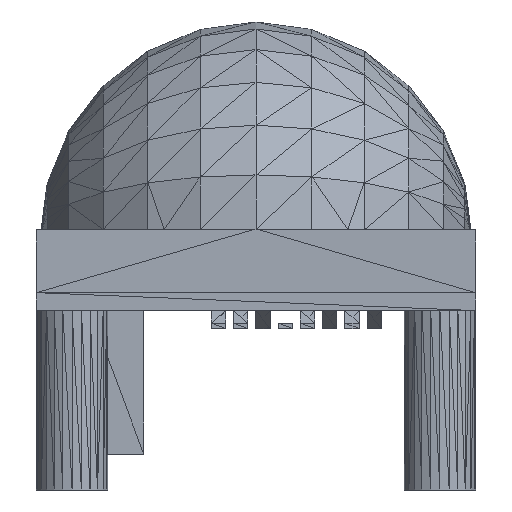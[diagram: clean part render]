
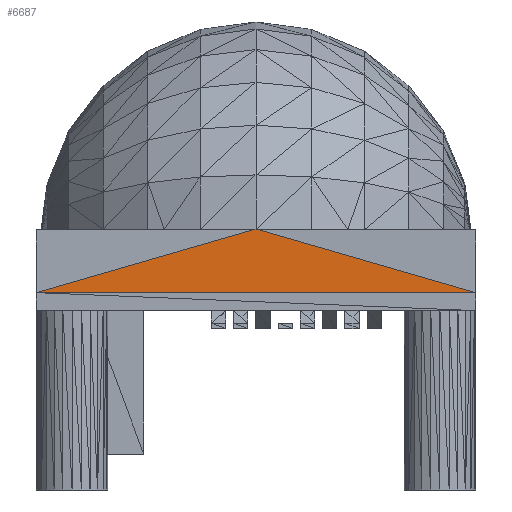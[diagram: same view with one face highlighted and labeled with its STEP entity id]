
A CAD part, left-side view. The second image highlights one B-rep face of the part: STEP entity #6687.
In plain terms, the highlighted planar face has unit normal (1, 0, 0).
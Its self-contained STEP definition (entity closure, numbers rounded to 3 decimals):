
#3158 = VERTEX_POINT('',#3159);
#3159 = CARTESIAN_POINT('',(2.641,12.25,4.543));
#4905 = VERTEX_POINT('',#4906);
#4906 = CARTESIAN_POINT('',(2.641,0.,1.));
#5025 = PLANE('',#5026);
#5026 = AXIS2_PLACEMENT_3D('',#5027,#5028,#5029);
#5027 = CARTESIAN_POINT('',(2.641,5.373,3.502));
#5028 = DIRECTION('',(-1.,-0.,-0.));
#5029 = DIRECTION('',(0.,0.,-1.));
#5231 = VERTEX_POINT('',#5232);
#5232 = CARTESIAN_POINT('',(2.641,24.5,1.));
#5260 = PLANE('',#5261);
#5261 = AXIS2_PLACEMENT_3D('',#5262,#5263,#5264);
#5262 = CARTESIAN_POINT('',(2.641,19.127,3.502)
  );
#5263 = DIRECTION('',(-1.,-0.,-0.));
#5264 = DIRECTION('',(0.,0.,-1.));
#6640 = EDGE_CURVE('',#3158,#4905,#6641,.T.);
#6641 = SURFACE_CURVE('',#6642,(#6646,#6653),.PCURVE_S1.);
#6642 = LINE('',#6643,#6644);
#6643 = CARTESIAN_POINT('',(2.641,12.25,4.5));
#6644 = VECTOR('',#6645,1.);
#6645 = DIRECTION('',(0.,-0.962,-0.275));
#6646 = PCURVE('',#5025,#6647);
#6647 = DEFINITIONAL_REPRESENTATION('',(#6648),#6652);
#6648 = LINE('',#6649,#6650);
#6649 = CARTESIAN_POINT('',(-0.998,-6.877));
#6650 = VECTOR('',#6651,1.);
#6651 = DIRECTION('',(0.275,0.962));
#6652 = ( GEOMETRIC_REPRESENTATION_CONTEXT(2) 
PARAMETRIC_REPRESENTATION_CONTEXT() REPRESENTATION_CONTEXT('2D SPACE',''
  ) );
#6653 = PCURVE('',#6654,#6659);
#6654 = PLANE('',#6655);
#6655 = AXIS2_PLACEMENT_3D('',#6656,#6657,#6658);
#6656 = CARTESIAN_POINT('',(2.641,12.25,1.892));
#6657 = DIRECTION('',(-1.,-0.,-0.));
#6658 = DIRECTION('',(0.,0.,-1.));
#6659 = DEFINITIONAL_REPRESENTATION('',(#6660),#6664);
#6660 = LINE('',#6661,#6662);
#6661 = CARTESIAN_POINT('',(-2.608,0.));
#6662 = VECTOR('',#6663,1.);
#6663 = DIRECTION('',(0.275,0.962));
#6664 = ( GEOMETRIC_REPRESENTATION_CONTEXT(2) 
PARAMETRIC_REPRESENTATION_CONTEXT() REPRESENTATION_CONTEXT('2D SPACE',''
  ) );
#6687 = ADVANCED_FACE('',(#6688),#6654,.F.);
#6688 = FACE_BOUND('',#6689,.F.);
#6689 = EDGE_LOOP('',(#6690,#6691,#6712));
#6690 = ORIENTED_EDGE('',*,*,#6640,.F.);
#6691 = ORIENTED_EDGE('',*,*,#6692,.T.);
#6692 = EDGE_CURVE('',#3158,#5231,#6693,.T.);
#6693 = SURFACE_CURVE('',#6694,(#6698,#6705),.PCURVE_S1.);
#6694 = LINE('',#6695,#6696);
#6695 = CARTESIAN_POINT('',(2.641,12.25,4.5));
#6696 = VECTOR('',#6697,1.);
#6697 = DIRECTION('',(0.,0.962,-0.275));
#6698 = PCURVE('',#6654,#6699);
#6699 = DEFINITIONAL_REPRESENTATION('',(#6700),#6704);
#6700 = LINE('',#6701,#6702);
#6701 = CARTESIAN_POINT('',(-2.608,0.));
#6702 = VECTOR('',#6703,1.);
#6703 = DIRECTION('',(0.275,-0.962));
#6704 = ( GEOMETRIC_REPRESENTATION_CONTEXT(2) 
PARAMETRIC_REPRESENTATION_CONTEXT() REPRESENTATION_CONTEXT('2D SPACE',''
  ) );
#6705 = PCURVE('',#5260,#6706);
#6706 = DEFINITIONAL_REPRESENTATION('',(#6707),#6711);
#6707 = LINE('',#6708,#6709);
#6708 = CARTESIAN_POINT('',(-0.998,6.877));
#6709 = VECTOR('',#6710,1.);
#6710 = DIRECTION('',(0.275,-0.962));
#6711 = ( GEOMETRIC_REPRESENTATION_CONTEXT(2) 
PARAMETRIC_REPRESENTATION_CONTEXT() REPRESENTATION_CONTEXT('2D SPACE',''
  ) );
#6712 = ORIENTED_EDGE('',*,*,#6713,.T.);
#6713 = EDGE_CURVE('',#5231,#4905,#6714,.T.);
#6714 = SURFACE_CURVE('',#6715,(#6719),.PCURVE_S1.);
#6715 = LINE('',#6716,#6717);
#6716 = CARTESIAN_POINT('',(2.641,24.5,1.));
#6717 = VECTOR('',#6718,1.);
#6718 = DIRECTION('',(0.,-1.,0.));
#6719 = PCURVE('',#6654,#6720);
#6720 = DEFINITIONAL_REPRESENTATION('',(#6721),#6725);
#6721 = LINE('',#6722,#6723);
#6722 = CARTESIAN_POINT('',(0.892,-12.25));
#6723 = VECTOR('',#6724,1.);
#6724 = DIRECTION('',(0.,1.));
#6725 = ( GEOMETRIC_REPRESENTATION_CONTEXT(2) 
PARAMETRIC_REPRESENTATION_CONTEXT() REPRESENTATION_CONTEXT('2D SPACE',''
  ) );
